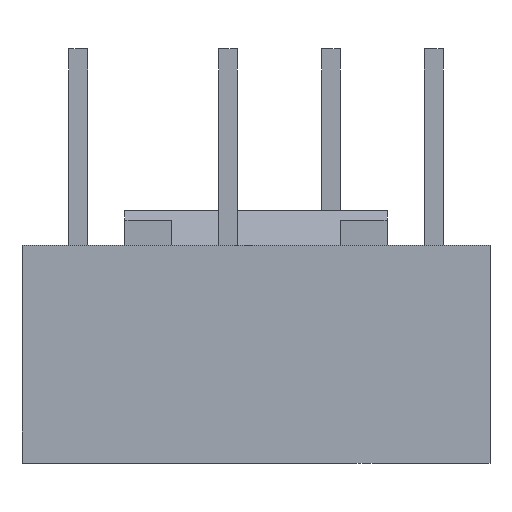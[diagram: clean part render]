
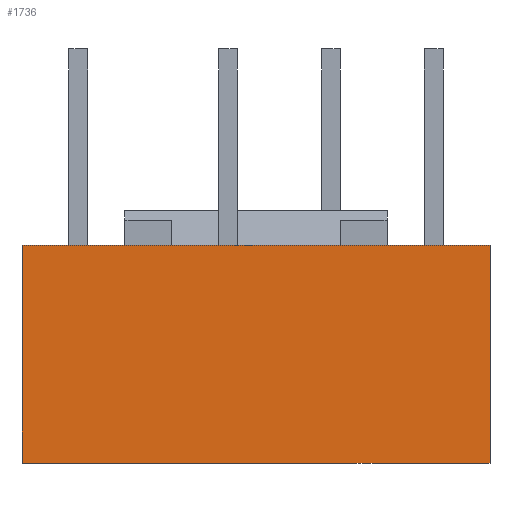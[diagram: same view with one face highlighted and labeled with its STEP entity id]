
A CAD part, front view. The second image highlights one B-rep face of the part: STEP entity #1736.
In plain terms, the highlighted planar face has unit normal (0, -1, 0).
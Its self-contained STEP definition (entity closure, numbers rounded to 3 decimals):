
#151=DIRECTION('',(1.,0.,0.));
#152=VECTOR('',#151,10.);
#153=CARTESIAN_POINT('',(-5.,-3.,0.));
#154=LINE('',#153,#152);
#295=DIRECTION('',(1.,0.,0.));
#296=VECTOR('',#295,10.);
#297=CARTESIAN_POINT('',(-5.,-3.,-4.65));
#298=LINE('',#297,#296);
#323=DIRECTION('',(0.,0.,-1.));
#324=VECTOR('',#323,4.65);
#325=CARTESIAN_POINT('',(5.,-3.,0.));
#326=LINE('',#325,#324);
#330=DIRECTION('',(0.,0.,-1.));
#331=VECTOR('',#330,4.65);
#332=CARTESIAN_POINT('',(-5.,-3.,0.));
#333=LINE('',#332,#331);
#1365=CARTESIAN_POINT('',(-5.,-3.,0.));
#1366=VERTEX_POINT('',#1365);
#1367=CARTESIAN_POINT('',(5.,-3.,0.));
#1368=VERTEX_POINT('',#1367);
#1370=CARTESIAN_POINT('',(-5.,-3.,-4.65));
#1372=VERTEX_POINT('',#1370);
#1373=CARTESIAN_POINT('',(5.,-3.,-4.65));
#1374=VERTEX_POINT('',#1373);
#1724=CARTESIAN_POINT('',(-5.,-3.,0.));
#1725=DIRECTION('',(0.,-1.,0.));
#1726=DIRECTION('',(1.,0.,0.));
#1727=AXIS2_PLACEMENT_3D('',#1724,#1725,#1726);
#1728=PLANE('',#1727);
#1729=ORIENTED_EDGE('',*,*,#1602,.T.);
#1730=ORIENTED_EDGE('',*,*,#1717,.T.);
#1731=ORIENTED_EDGE('',*,*,#1688,.F.);
#1733=ORIENTED_EDGE('',*,*,#1732,.F.);
#1734=EDGE_LOOP('',(#1729,#1730,#1731,#1733));
#1735=FACE_OUTER_BOUND('',#1734,.F.);
#1602=EDGE_CURVE('',#1366,#1368,#154,.T.);
#1688=EDGE_CURVE('',#1372,#1374,#298,.T.);
#1717=EDGE_CURVE('',#1368,#1374,#326,.T.);
#1732=EDGE_CURVE('',#1366,#1372,#333,.T.);
#1736=ADVANCED_FACE('',(#1735),#1728,.T.);
